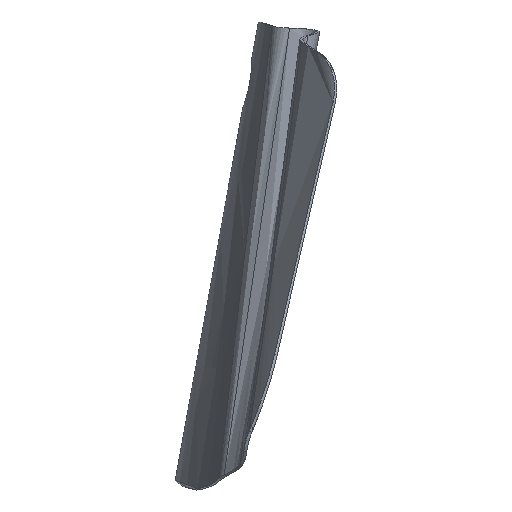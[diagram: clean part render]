
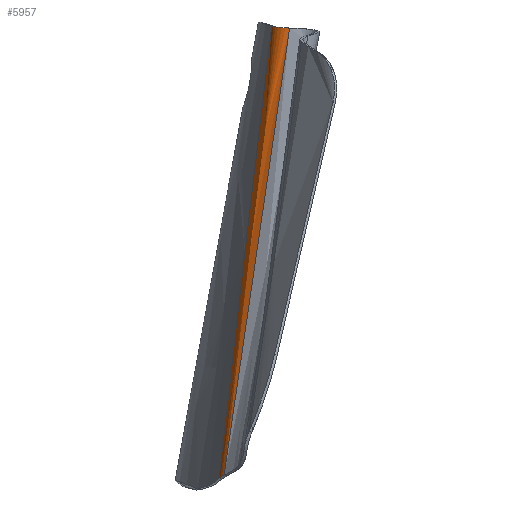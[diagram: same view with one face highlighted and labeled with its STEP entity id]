
A CAD part, left-side view. The second image highlights one B-rep face of the part: STEP entity #5957.
In plain terms, the highlighted free-form (B-spline) face has degree [3, 2] with [12, 3] control points.
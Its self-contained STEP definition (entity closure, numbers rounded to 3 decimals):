
#2266 = VERTEX_POINT('',#2267);
#2267 = CARTESIAN_POINT('',(-0.714,22.045,
    -77.833));
#2337 = EDGE_CURVE('',#2338,#2266,#2340,.T.);
#2338 = VERTEX_POINT('',#2339);
#2339 = CARTESIAN_POINT('',(-1.951,21.294,
    -77.359));
#2340 = B_SPLINE_CURVE_WITH_KNOTS('',3,(#2341,#2342,#2343,#2344),
  .UNSPECIFIED.,.F.,.F.,(4,4),(0.,1.),.PIECEWISE_BEZIER_KNOTS.);
#2341 = CARTESIAN_POINT('',(-1.951,21.294,
    -77.359));
#2342 = CARTESIAN_POINT('',(-1.572,21.631,
    -77.523));
#2343 = CARTESIAN_POINT('',(-1.151,21.878,
    -77.685));
#2344 = CARTESIAN_POINT('',(-0.714,22.045,
    -77.833));
#3468 = VERTEX_POINT('',#3469);
#3469 = CARTESIAN_POINT('',(23.234,11.438,
    -10.142));
#3859 = VERTEX_POINT('',#3860);
#3860 = CARTESIAN_POINT('',(26.582,14.125,
    -9.843));
#3865 = EDGE_CURVE('',#3468,#3859,#3866,.T.);
#3866 = B_SPLINE_CURVE_WITH_KNOTS('',3,(#3867,#3868,#3869,#3870,#3871,
    #3872,#3873,#3874,#3875,#3876,#3877,#3878,#3879,#3880,#3881,#3882,
    #3883,#3884,#3885,#3886,#3887,#3888,#3889,#3890,#3891),
  .UNSPECIFIED.,.F.,.F.,(4,2,2,1,1,1,2,2,2,2,1,1,2,2,4),(0.,0.25,0.375,
    0.438,0.469,0.484,0.492,0.5,0.625,0.688,0.719,0.734,
    0.742,0.75,1.),.UNSPECIFIED.);
#3867 = CARTESIAN_POINT('',(23.234,11.438,
    -10.142));
#3868 = CARTESIAN_POINT('',(23.37,11.762,
    -10.129));
#3869 = CARTESIAN_POINT('',(23.551,12.077,
    -10.11));
#3870 = CARTESIAN_POINT('',(23.888,12.519,
    -10.078));
#3871 = CARTESIAN_POINT('',(24.012,12.661,
    -10.066));
#3872 = CARTESIAN_POINT('',(24.213,12.865,
    -10.047));
#3873 = CARTESIAN_POINT('',(24.318,12.965,
    -10.038));
#3874 = CARTESIAN_POINT('',(24.447,13.076,
    -10.026));
#3875 = CARTESIAN_POINT('',(24.513,13.131,
    -10.02));
#3876 = CARTESIAN_POINT('',(24.542,13.154,
    -10.017));
#3877 = CARTESIAN_POINT('',(24.561,13.169,
    -10.015));
#3878 = CARTESIAN_POINT('',(24.572,13.178,
    -10.014));
#3879 = CARTESIAN_POINT('',(24.719,13.294,
    -10.001));
#3880 = CARTESIAN_POINT('',(24.868,13.398,
    -9.987));
#3881 = CARTESIAN_POINT('',(25.105,13.544,
    -9.966));
#3882 = CARTESIAN_POINT('',(25.187,13.591,-9.959
    ));
#3883 = CARTESIAN_POINT('',(25.313,13.658,
    -9.948));
#3884 = CARTESIAN_POINT('',(25.377,13.692,
    -9.943));
#3885 = CARTESIAN_POINT('',(25.453,13.729,
    -9.936));
#3886 = CARTESIAN_POINT('',(25.486,13.745,
    -9.933));
#3887 = CARTESIAN_POINT('',(25.508,13.755,
    -9.931));
#3888 = CARTESIAN_POINT('',(25.52,13.761,
    -9.93));
#3889 = CARTESIAN_POINT('',(25.843,13.912,
    -9.903));
#3890 = CARTESIAN_POINT('',(26.195,14.037,
    -9.873));
#3891 = CARTESIAN_POINT('',(26.582,14.125,
    -9.843));
#5763 = EDGE_CURVE('',#2266,#3859,#5764,.T.);
#5764 = B_SPLINE_CURVE_WITH_KNOTS('',3,(#5765,#5766,#5767,#5768,#5769,
    #5770,#5771,#5772,#5773,#5774),.UNSPECIFIED.,.F.,.F.,(4,2,2,2,4),(
    -0.089,-0.069,-0.049,
    -0.03,-0.01),.UNSPECIFIED.);
#5765 = CARTESIAN_POINT('',(-0.714,22.045,
    -77.833));
#5766 = CARTESIAN_POINT('',(1.646,21.423,
    -72.198));
#5767 = CARTESIAN_POINT('',(3.963,20.783,
    -66.547));
#5768 = CARTESIAN_POINT('',(8.552,19.485,
    -55.228));
#5769 = CARTESIAN_POINT('',(10.823,18.825,
    -49.561));
#5770 = CARTESIAN_POINT('',(15.346,17.497,
    -38.219));
#5771 = CARTESIAN_POINT('',(17.597,16.827,
    -32.544));
#5772 = CARTESIAN_POINT('',(22.092,15.482,
    -21.194));
#5773 = CARTESIAN_POINT('',(24.337,14.806,
    -15.518));
#5774 = CARTESIAN_POINT('',(26.582,14.125,
    -9.843));
#5885 = EDGE_CURVE('',#3468,#2338,#5886,.T.);
#5886 = B_SPLINE_CURVE_WITH_KNOTS('',3,(#5887,#5888,#5889,#5890,#5891,
    #5892,#5893,#5894,#5895,#5896),.UNSPECIFIED.,.F.,.F.,(4,2,2,2,4),(
    0.012,0.051,0.07,
    0.08,0.09),.UNSPECIFIED.);
#5887 = CARTESIAN_POINT('',(23.234,11.438,
    -10.142));
#5888 = CARTESIAN_POINT('',(18.981,13.025,
    -21.333));
#5889 = CARTESIAN_POINT('',(14.716,14.603,
    -32.52));
#5890 = CARTESIAN_POINT('',(8.371,17.038,
    -49.311));
#5891 = CARTESIAN_POINT('',(6.263,17.861,
    -54.909));
#5892 = CARTESIAN_POINT('',(3.138,19.126,
    -63.315));
#5893 = CARTESIAN_POINT('',(2.103,19.552,
    -66.118));
#5894 = CARTESIAN_POINT('',(0.055,20.416,
    -71.732));
#5895 = CARTESIAN_POINT('',(-0.958,20.854,
    -74.543));
#5896 = CARTESIAN_POINT('',(-1.951,21.294,
    -77.359));
#5957 = ADVANCED_FACE('',(#5958),#5964,.T.);
#5958 = FACE_BOUND('',#5959,.T.);
#5959 = EDGE_LOOP('',(#5960,#5961,#5962,#5963));
#5960 = ORIENTED_EDGE('',*,*,#2337,.F.);
#5961 = ORIENTED_EDGE('',*,*,#5885,.F.);
#5962 = ORIENTED_EDGE('',*,*,#3865,.T.);
#5963 = ORIENTED_EDGE('',*,*,#5763,.F.);
#5964 = ( BOUNDED_SURFACE() B_SPLINE_SURFACE(3,2,(
    (#5965,#5966,#5967)
    ,(#5968,#5969,#5970)
    ,(#5971,#5972,#5973)
    ,(#5974,#5975,#5976)
    ,(#5977,#5978,#5979)
    ,(#5980,#5981,#5982)
    ,(#5983,#5984,#5985)
    ,(#5986,#5987,#5988)
    ,(#5989,#5990,#5991)
    ,(#5992,#5993,#5994)
    ,(#5995,#5996,#5997)
    ,(#5998,#5999,#6000
)),.UNSPECIFIED.,.F.,.F.,.F.) B_SPLINE_SURFACE_WITH_KNOTS((4,2,2,2,2,4),
  (3,3),(0.017,0.027,0.037,
    0.057,0.077,0.097),(0.,1.),
.UNSPECIFIED.) GEOMETRIC_REPRESENTATION_ITEM() RATIONAL_B_SPLINE_SURFACE
((
    (1.,0.987,1.)
    ,(1.,0.983,1.)
    ,(1.,0.979,1.)
    ,(1.,0.971,1.)
    ,(1.,0.966,1.)
    ,(1.,0.954,1.)
    ,(1.,0.946,1.)
    ,(1.,0.931,1.)
    ,(1.,0.924,1.)
    ,(1.,0.91,1.)
    ,(1.,0.902,1.)
,(1.,0.894,1.))) REPRESENTATION_ITEM('') SURFACE() );
#5965 = CARTESIAN_POINT('',(-2.113,21.366,
    -77.818));
#5966 = CARTESIAN_POINT('',(-1.551,21.833,
    -78.001));
#5967 = CARTESIAN_POINT('',(-0.888,22.091,
    -78.249));
#5968 = CARTESIAN_POINT('',(-1.091,20.912,
    -74.915));
#5969 = CARTESIAN_POINT('',(-0.456,21.478,
    -75.101));
#5970 = CARTESIAN_POINT('',(0.307,21.776,
    -75.397));
#5971 = CARTESIAN_POINT('',(-0.049,20.461,
    -72.02));
#5972 = CARTESIAN_POINT('',(0.636,21.125,
    -72.213));
#5973 = CARTESIAN_POINT('',(1.491,21.457,
    -72.542));
#5974 = CARTESIAN_POINT('',(2.058,19.571,
    -66.24));
#5975 = CARTESIAN_POINT('',(2.821,20.421,
    -66.439));
#5976 = CARTESIAN_POINT('',(3.842,20.813,
    -66.825));
#5977 = CARTESIAN_POINT('',(3.123,19.132,
    -63.355));
#5978 = CARTESIAN_POINT('',(3.914,20.069,
    -63.553));
#5979 = CARTESIAN_POINT('',(5.01,20.487,
    -63.963));
#5980 = CARTESIAN_POINT('',(6.339,17.83,
    -54.705));
#5981 = CARTESIAN_POINT('',(7.206,19.009,
    -54.856));
#5982 = CARTESIAN_POINT('',(8.494,19.501,
    -55.372));
#5983 = CARTESIAN_POINT('',(8.508,16.984,
    -48.945));
#5984 = CARTESIAN_POINT('',(9.39,18.307,
    -49.087));
#5985 = CARTESIAN_POINT('',(10.793,18.834,
    -49.636));
#5986 = CARTESIAN_POINT('',(12.862,15.315,
    -37.427));
#5987 = CARTESIAN_POINT('',(13.758,16.901,
    -37.538));
#5988 = CARTESIAN_POINT('',(15.371,17.49,
    -38.157));
#5989 = CARTESIAN_POINT('',(15.048,14.492,
    -31.67));
#5990 = CARTESIAN_POINT('',(15.94,16.199,
    -31.763));
#5991 = CARTESIAN_POINT('',(17.648,16.812,
    -32.414));
#5992 = CARTESIAN_POINT('',(19.425,12.855,
    -20.155));
#5993 = CARTESIAN_POINT('',(20.302,14.796,
    -20.209));
#5994 = CARTESIAN_POINT('',(22.199,15.45,
    -20.925));
#5995 = CARTESIAN_POINT('',(21.617,12.042,
    -14.399));
#5996 = CARTESIAN_POINT('',(22.482,14.095,
    -14.427));
#5997 = CARTESIAN_POINT('',(24.471,14.765,
    -15.18));
#5998 = CARTESIAN_POINT('',(23.804,11.225,
    -8.642));
#5999 = CARTESIAN_POINT('',(24.635,13.403,
    -8.698));
#6000 = CARTESIAN_POINT('',(26.744,14.075,
    -9.434));
